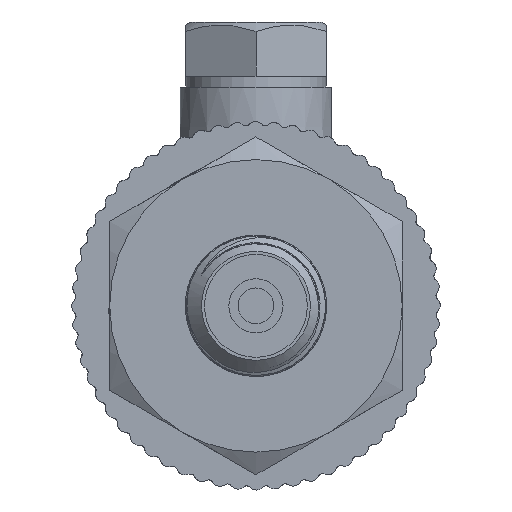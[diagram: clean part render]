
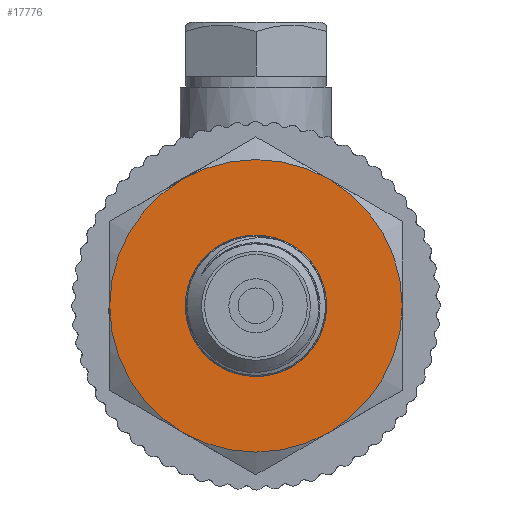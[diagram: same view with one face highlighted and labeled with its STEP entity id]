
A CAD part, left-side view. The second image highlights one B-rep face of the part: STEP entity #17776.
In plain terms, the highlighted face is planar.
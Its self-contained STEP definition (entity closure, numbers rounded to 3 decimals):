
#197=FACE_BOUND('',#2812,.T.);
#798=PLANE('',#19007);
#1786=FACE_OUTER_BOUND('',#2811,.T.);
#2811=EDGE_LOOP('',(#16448));
#2812=EDGE_LOOP('',(#16449));
#3434=CIRCLE('',#19006,13.5);
#3435=CIRCLE('',#19008,6.5);
#8352=VERTEX_POINT('',#70328);
#8353=VERTEX_POINT('',#70332);
#11055=EDGE_CURVE('',#8352,#8352,#3434,.T.);
#11057=EDGE_CURVE('',#8353,#8353,#3435,.T.);
#16448=ORIENTED_EDGE('',*,*,#11055,.T.);
#16449=ORIENTED_EDGE('',*,*,#11057,.F.);
#17776=ADVANCED_FACE('',(#1786,#197),#798,.T.);
#19006=AXIS2_PLACEMENT_3D('',#70329,#22368,#22369);
#19007=AXIS2_PLACEMENT_3D('',#70331,#22371,#22372);
#19008=AXIS2_PLACEMENT_3D('',#70333,#22373,#22374);
#22368=DIRECTION('center_axis',(1.,0.,0.));
#22369=DIRECTION('ref_axis',(0.,0.,-1.));
#22371=DIRECTION('center_axis',(1.,0.,0.));
#22372=DIRECTION('ref_axis',(0.,0.,-1.));
#22373=DIRECTION('center_axis',(1.,0.,0.));
#22374=DIRECTION('ref_axis',(0.,0.,-1.));
#70328=CARTESIAN_POINT('',(-11.,-13.5,0.));
#70329=CARTESIAN_POINT('Origin',(-11.,0.,0.));
#70331=CARTESIAN_POINT('Origin',(-11.,6.5,0.));
#70332=CARTESIAN_POINT('',(-11.,0.,6.5));
#70333=CARTESIAN_POINT('Origin',(-11.,0.,0.));
